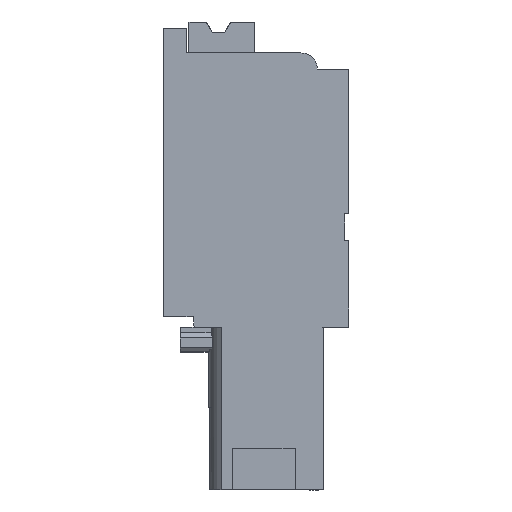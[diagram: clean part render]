
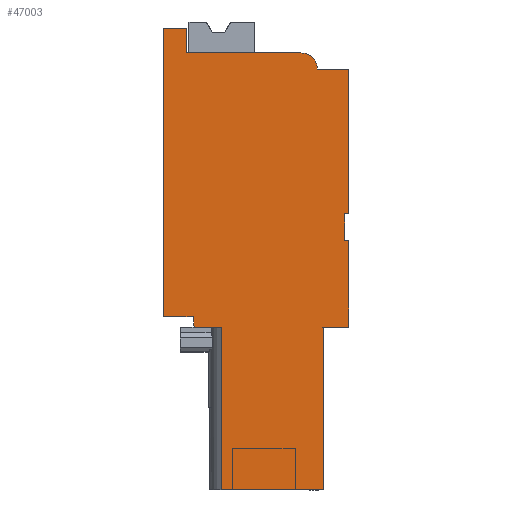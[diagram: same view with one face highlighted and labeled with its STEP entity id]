
A CAD part, left-side view. The second image highlights one B-rep face of the part: STEP entity #47003.
In plain terms, the highlighted planar face has unit normal (-1, 0, 0).
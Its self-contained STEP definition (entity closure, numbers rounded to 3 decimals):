
#9219=AXIS2_PLACEMENT_3D('Circle Axis2P3D',#9217,#9218,$) ;
#46976=AXIS2_PLACEMENT_3D('Plane Axis2P3D',#46973,#46974,#46975) ;
#40=CARTESIAN_POINT('Vertex',(0.,0.,13.4)) ;
#45=CARTESIAN_POINT('Line Origine',(0.,0.1,13.4)) ;
#49=CARTESIAN_POINT('Vertex',(0.,0.2,13.4)) ;
#83=CARTESIAN_POINT('Line Origine',(0.,0.2,12.75)) ;
#87=CARTESIAN_POINT('Vertex',(0.,0.2,12.1)) ;
#107=CARTESIAN_POINT('Line Origine',(0.,0.1,12.1)) ;
#111=CARTESIAN_POINT('Vertex',(0.,0.,12.1)) ;
#138=CARTESIAN_POINT('Line Origine',(0.,0.,10.)) ;
#142=CARTESIAN_POINT('Vertex',(0.,0.,7.9)) ;
#2374=CARTESIAN_POINT('Line Origine',(0.,0.612,7.9)) ;
#2378=CARTESIAN_POINT('Vertex',(0.,1.224,7.9)) ;
#3726=CARTESIAN_POINT('Line Origine',(0.,1.224,3.95)) ;
#3730=CARTESIAN_POINT('Vertex',(0.,1.224,0.)) ;
#6798=CARTESIAN_POINT('Line Origine',(0.,3.706,0.)) ;
#6802=CARTESIAN_POINT('Vertex',(0.,6.187,0.)) ;
#9214=CARTESIAN_POINT('Vertex',(0.,2.325,21.2)) ;
#9217=CARTESIAN_POINT('Axis2P3D Location',(0.,2.325,20.4)) ;
#9221=CARTESIAN_POINT('Vertex',(0.,1.525,20.4)) ;
#9466=CARTESIAN_POINT('Line Origine',(0.,5.087,21.2)) ;
#9470=CARTESIAN_POINT('Vertex',(0.,7.85,21.2)) ;
#11992=CARTESIAN_POINT('Line Origine',(0.,7.85,21.8)) ;
#11996=CARTESIAN_POINT('Vertex',(0.,7.85,22.4)) ;
#12023=CARTESIAN_POINT('Line Origine',(0.,8.425,22.4)) ;
#12027=CARTESIAN_POINT('Vertex',(0.,9.,22.4)) ;
#12054=CARTESIAN_POINT('Line Origine',(0.,9.,15.4)) ;
#12058=CARTESIAN_POINT('Vertex',(0.,9.,8.4)) ;
#12901=CARTESIAN_POINT('Line Origine',(0.,8.272,8.4)) ;
#12905=CARTESIAN_POINT('Vertex',(0.,7.545,8.4)) ;
#13414=CARTESIAN_POINT('Vertex',(0.,7.501,7.9)) ;
#13417=CARTESIAN_POINT('Line Origine',(0.,7.523,8.15)) ;
#13539=CARTESIAN_POINT('Vertex',(0.,6.187,7.9)) ;
#13542=CARTESIAN_POINT('Line Origine',(0.,6.844,7.9)) ;
#39471=CARTESIAN_POINT('Line Origine',(0.,0.762,20.4)) ;
#39475=CARTESIAN_POINT('Vertex',(0.,0.,20.4)) ;
#44581=CARTESIAN_POINT('Line Origine',(0.,6.187,3.95)) ;
#46973=CARTESIAN_POINT('Axis2P3D Location',(0.,0.,0.)) ;
#46978=CARTESIAN_POINT('Line Origine',(0.,0.,16.9)) ;
#46=DIRECTION('Vector Direction',(0.,1.,0.)) ;
#84=DIRECTION('Vector Direction',(0.,0.,1.)) ;
#108=DIRECTION('Vector Direction',(0.,-1.,0.)) ;
#139=DIRECTION('Vector Direction',(0.,0.,1.)) ;
#2375=DIRECTION('Vector Direction',(0.,1.,0.)) ;
#3727=DIRECTION('Vector Direction',(0.,0.,1.)) ;
#6799=DIRECTION('Vector Direction',(0.,-1.,0.)) ;
#9218=DIRECTION('Axis2P3D Direction',(-1.,-0.,0.)) ;
#9467=DIRECTION('Vector Direction',(0.,-1.,0.)) ;
#11993=DIRECTION('Vector Direction',(0.,0.,-1.)) ;
#12024=DIRECTION('Vector Direction',(0.,-1.,0.)) ;
#12055=DIRECTION('Vector Direction',(0.,0.,1.)) ;
#12902=DIRECTION('Vector Direction',(0.,-1.,0.)) ;
#13418=DIRECTION('Vector Direction',(0.,0.087,0.996)) ;
#13543=DIRECTION('Vector Direction',(0.,1.,0.)) ;
#39472=DIRECTION('Vector Direction',(0.,-1.,0.)) ;
#44582=DIRECTION('Vector Direction',(0.,0.,1.)) ;
#46974=DIRECTION('Axis2P3D Direction',(-1.,0.,0.)) ;
#46975=DIRECTION('Axis2P3D XDirection',(0.,0.,1.)) ;
#46979=DIRECTION('Vector Direction',(0.,0.,1.)) ;
#47=VECTOR('Line Direction',#46,1.) ;
#85=VECTOR('Line Direction',#84,1.) ;
#109=VECTOR('Line Direction',#108,1.) ;
#140=VECTOR('Line Direction',#139,1.) ;
#2376=VECTOR('Line Direction',#2375,1.) ;
#3728=VECTOR('Line Direction',#3727,1.) ;
#6800=VECTOR('Line Direction',#6799,1.) ;
#9468=VECTOR('Line Direction',#9467,1.) ;
#11994=VECTOR('Line Direction',#11993,1.) ;
#12025=VECTOR('Line Direction',#12024,1.) ;
#12056=VECTOR('Line Direction',#12055,1.) ;
#12903=VECTOR('Line Direction',#12902,1.) ;
#13419=VECTOR('Line Direction',#13418,1.) ;
#13544=VECTOR('Line Direction',#13543,1.) ;
#39473=VECTOR('Line Direction',#39472,1.) ;
#44583=VECTOR('Line Direction',#44582,1.) ;
#46980=VECTOR('Line Direction',#46979,1.) ;
#46984=ORIENTED_EDGE('',*,*,#46982,.T.) ;
#46985=ORIENTED_EDGE('',*,*,#39477,.T.) ;
#46986=ORIENTED_EDGE('',*,*,#9223,.T.) ;
#46987=ORIENTED_EDGE('',*,*,#9472,.T.) ;
#46988=ORIENTED_EDGE('',*,*,#11998,.T.) ;
#46989=ORIENTED_EDGE('',*,*,#12029,.T.) ;
#46990=ORIENTED_EDGE('',*,*,#12060,.T.) ;
#46991=ORIENTED_EDGE('',*,*,#12907,.T.) ;
#46992=ORIENTED_EDGE('',*,*,#13421,.T.) ;
#46993=ORIENTED_EDGE('',*,*,#13546,.T.) ;
#46994=ORIENTED_EDGE('',*,*,#44585,.F.) ;
#46995=ORIENTED_EDGE('',*,*,#6804,.T.) ;
#46996=ORIENTED_EDGE('',*,*,#3732,.T.) ;
#46997=ORIENTED_EDGE('',*,*,#2380,.T.) ;
#46998=ORIENTED_EDGE('',*,*,#144,.T.) ;
#46999=ORIENTED_EDGE('',*,*,#113,.T.) ;
#47000=ORIENTED_EDGE('',*,*,#89,.T.) ;
#47001=ORIENTED_EDGE('',*,*,#51,.T.) ;
#47003=ADVANCED_FACE('HOUSING',(#47002),#46977,.T.) ;
#9220=CIRCLE('generated circle',#9219,0.8) ;
#51=EDGE_CURVE('',#50,#41,#48,.F.) ;
#89=EDGE_CURVE('',#88,#50,#86,.T.) ;
#113=EDGE_CURVE('',#112,#88,#110,.F.) ;
#144=EDGE_CURVE('',#143,#112,#141,.T.) ;
#2380=EDGE_CURVE('',#2379,#143,#2377,.F.) ;
#3732=EDGE_CURVE('',#3731,#2379,#3729,.T.) ;
#6804=EDGE_CURVE('',#6803,#3731,#6801,.T.) ;
#9223=EDGE_CURVE('',#9222,#9215,#9220,.T.) ;
#9472=EDGE_CURVE('',#9215,#9471,#9469,.F.) ;
#11998=EDGE_CURVE('',#9471,#11997,#11995,.F.) ;
#12029=EDGE_CURVE('',#11997,#12028,#12026,.F.) ;
#12060=EDGE_CURVE('',#12028,#12059,#12057,.F.) ;
#12907=EDGE_CURVE('',#12059,#12906,#12904,.T.) ;
#13421=EDGE_CURVE('',#12906,#13415,#13420,.F.) ;
#13546=EDGE_CURVE('',#13415,#13540,#13545,.F.) ;
#39477=EDGE_CURVE('',#39476,#9222,#39474,.F.) ;
#44585=EDGE_CURVE('',#6803,#13540,#44584,.T.) ;
#46982=EDGE_CURVE('',#41,#39476,#46981,.T.) ;
#46983=EDGE_LOOP('',(#46984,#46985,#46986,#46987,#46988,#46989,#46990,#46991,#46992,#46993,#46994,#46995,#46996,#46997,#46998,#46999,#47000,#47001)) ;
#47002=FACE_OUTER_BOUND('',#46983,.T.) ;
#48=LINE('Line',#45,#47) ;
#86=LINE('Line',#83,#85) ;
#110=LINE('Line',#107,#109) ;
#141=LINE('Line',#138,#140) ;
#2377=LINE('Line',#2374,#2376) ;
#3729=LINE('Line',#3726,#3728) ;
#6801=LINE('Line',#6798,#6800) ;
#9469=LINE('Line',#9466,#9468) ;
#11995=LINE('Line',#11992,#11994) ;
#12026=LINE('Line',#12023,#12025) ;
#12057=LINE('Line',#12054,#12056) ;
#12904=LINE('Line',#12901,#12903) ;
#13420=LINE('Line',#13417,#13419) ;
#13545=LINE('Line',#13542,#13544) ;
#39474=LINE('Line',#39471,#39473) ;
#44584=LINE('Line',#44581,#44583) ;
#46981=LINE('Line',#46978,#46980) ;
#46977=PLANE('',#46976) ;
#41=VERTEX_POINT('',#40) ;
#50=VERTEX_POINT('',#49) ;
#88=VERTEX_POINT('',#87) ;
#112=VERTEX_POINT('',#111) ;
#143=VERTEX_POINT('',#142) ;
#2379=VERTEX_POINT('',#2378) ;
#3731=VERTEX_POINT('',#3730) ;
#6803=VERTEX_POINT('',#6802) ;
#9215=VERTEX_POINT('',#9214) ;
#9222=VERTEX_POINT('',#9221) ;
#9471=VERTEX_POINT('',#9470) ;
#11997=VERTEX_POINT('',#11996) ;
#12028=VERTEX_POINT('',#12027) ;
#12059=VERTEX_POINT('',#12058) ;
#12906=VERTEX_POINT('',#12905) ;
#13415=VERTEX_POINT('',#13414) ;
#13540=VERTEX_POINT('',#13539) ;
#39476=VERTEX_POINT('',#39475) ;
